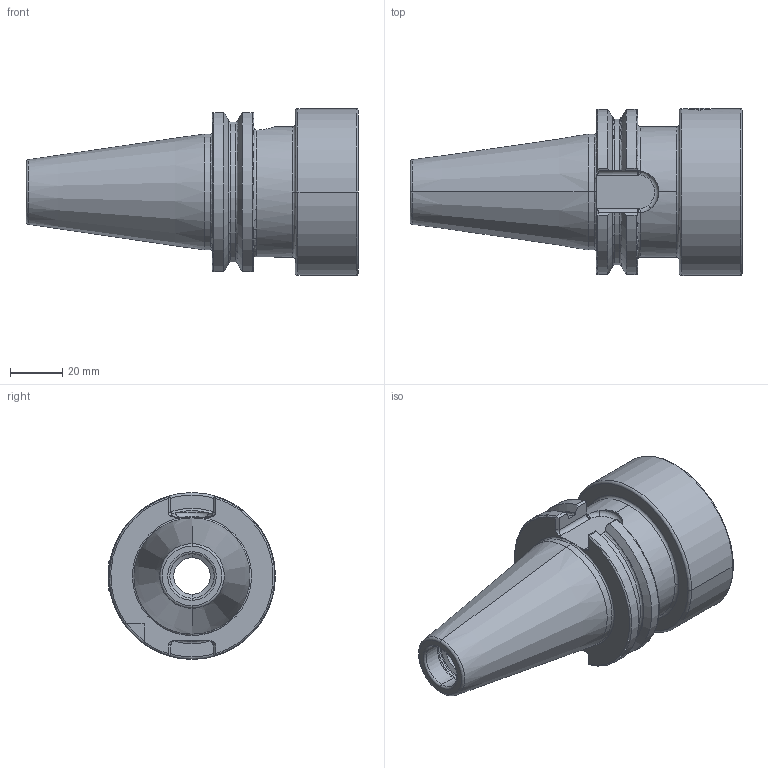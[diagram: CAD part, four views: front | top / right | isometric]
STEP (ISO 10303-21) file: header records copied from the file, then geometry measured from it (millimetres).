
FILE_DESCRIPTION (( 'STEP AP203' ), '1' );
FILE_NAME ('SK4-ST6.K01.059.STEP', '2016-02-12T09:08:46', ( 'SWIAdmin' ), ( 'Hewlett-Packard Company' ), 'SwSTEP 2.0', 'SolidWorks 2015', '' );
FILE_SCHEMA (( 'CONFIG_CONTROL_DESIGN' ));
Length unit declared in the file: millimetre
Products named in the file (3): SK4-ST6.K01.059_A; ST6-ER1.001.018_A; SK4-ST6.K01.059
Assembly tree (2 placements, depth 2):
  SK4-ST6.K01.059
    SK4-ST6.K01.059_A
    ST6-ER1.001.018_A
Bounding box: 127.25 x 64 x 64 mm (x, y, z)
Volume: 145016.1 mm3; surface area: 37259 mm2
Topology: 2 solids, 2 shells, 178 faces, 452 edges, 278 vertices
Faces by surface type: plane 52, cylinder 50, torus 42, cone 26, bspline 8
Entity records: 6583 total; most frequent: CARTESIAN_POINT 2120, ORIENTED_EDGE 900, DIRECTION 862, EDGE_CURVE 450, AXIS2_PLACEMENT_3D 348, VERTEX_POINT 278, EDGE_LOOP 184, FACE_OUTER_BOUND 178
